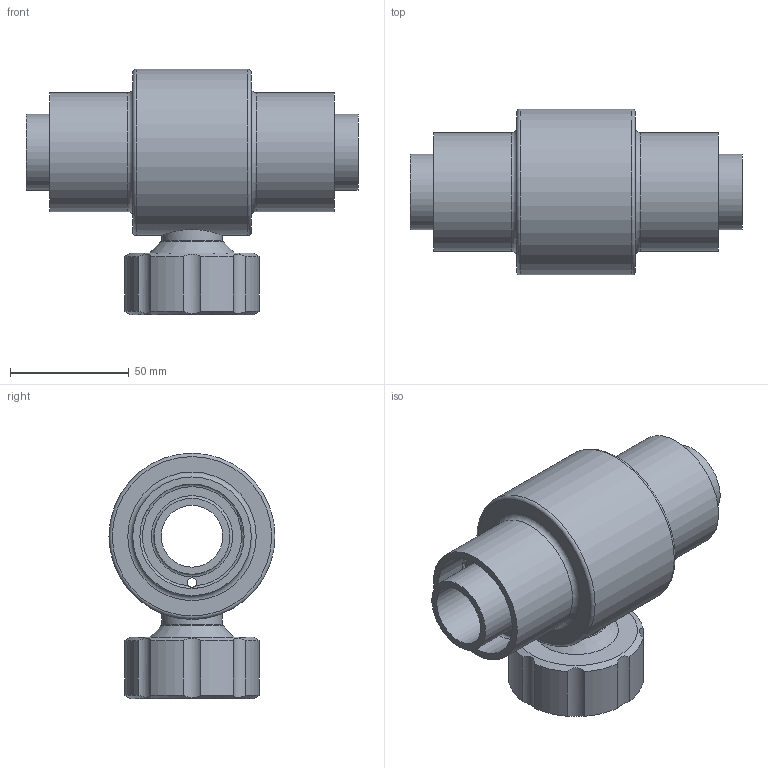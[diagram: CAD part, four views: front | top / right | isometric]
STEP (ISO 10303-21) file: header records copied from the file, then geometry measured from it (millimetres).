
FILE_DESCRIPTION( ( 'STEP AP214' ), '1' );
FILE_NAME( 'AGRU_70196503471_Poly-Flo Measuring Fitting_both side leakage control_PE 100-RC black_50_32 SDR17_11 (architecture400).stp', '2022-01-21T11:36:05', ( 'License CC BY-ND 4.0' ), ( 'CADENAS' ), ' ', 'PARTsolutions', ' ' );
FILE_SCHEMA( ( 'AUTOMOTIVE_DESIGN { 1 0 10303 214 1 1 1 1 }' ) );
Length unit declared in the file: millimetre
Products named in the file (1): _AGRU_70196503471_Poly-Flo Measuring Fitting_both side leakage control_PE 100-RC black_50/32  SDR17/11 (architecture400)
Bounding box: 140 x 70 x 103.5 mm (x, y, z)
Volume: 290988.9 mm3; surface area: 62181.4 mm2
Topology: 1 solids, 1 shells, 53 faces, 123 edges, 77 vertices
Faces by surface type: cylinder 29, plane 12, torus 9, cone 3
Full cylindrical faces by diameter (mm): 4 x2, 20 x1, 25.7 x1, 26 x1, 32 x2, 38.952 x1, 44 x2, 50 x2, 70 x1
Entity records: 2333 total; most frequent: CARTESIAN_POINT 828, DIRECTION 228, ORIENTED_EDGE 178, AXIS2_PLACEMENT_3D 106, EDGE_LOOP 90, EDGE_CURVE 89, FACE_OUTER_BOUND 75, VERTEX_POINT 69
